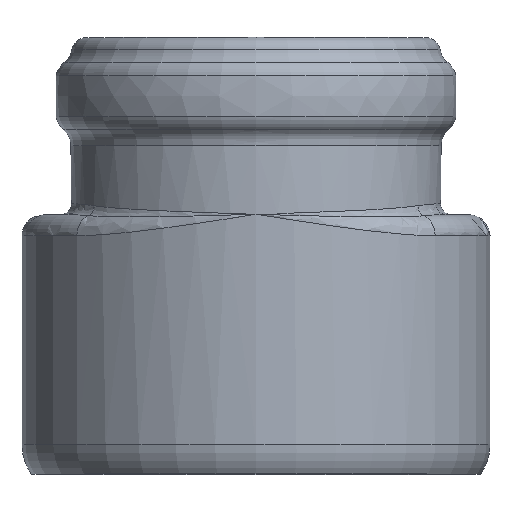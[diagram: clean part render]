
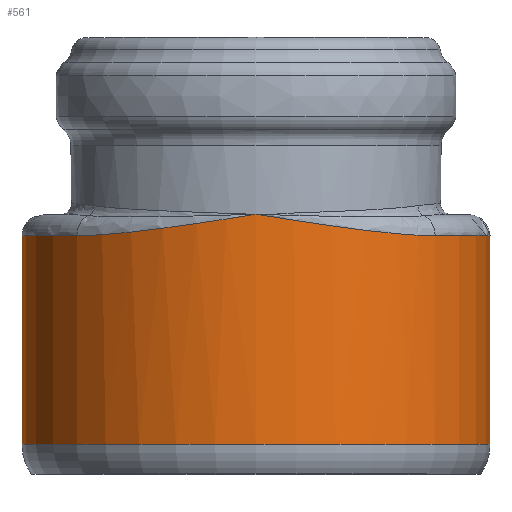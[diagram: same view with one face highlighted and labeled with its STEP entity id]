
A CAD part, top view. The second image highlights one B-rep face of the part: STEP entity #561.
In plain terms, the highlighted cylindrical face has radius 55 mm (diameter 110 mm), a full revolution.
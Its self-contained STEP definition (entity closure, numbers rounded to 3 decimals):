
#30=CYLINDRICAL_SURFACE('',#615,55.);
#41=FACE_BOUND('',#145,.T.);
#96=FACE_OUTER_BOUND('',#144,.T.);
#144=EDGE_LOOP('',(#424,#425,#426));
#145=EDGE_LOOP('',(#427));
#215=B_SPLINE_CURVE_WITH_KNOTS('',3,(#1174,#1175,#1176,#1177,#1178,#1179,
#1180,#1181,#1182,#1183,#1184,#1185),.UNSPECIFIED.,.F.,.F.,(4,2,1,1,1,1,
1,1,4),(-0.005,0.,0.437,0.874,1.311,
1.748,2.622,3.496,4.37),
 .UNSPECIFIED.);
#216=B_SPLINE_CURVE_WITH_KNOTS('',3,(#1194,#1195,#1196,#1197,#1198,#1199,
#1200,#1201,#1202,#1203),.UNSPECIFIED.,.F.,.F.,(4,1,1,1,1,2,4),(9.142,
10.016,10.89,11.764,12.638,13.512,
13.517),.UNSPECIFIED.);
#229=CIRCLE('',#613,55.);
#231=CIRCLE('',#616,55.);
#277=VERTEX_POINT('',#943);
#284=VERTEX_POINT('',#1173);
#285=VERTEX_POINT('',#1188);
#287=VERTEX_POINT('',#1193);
#341=EDGE_CURVE('',#277,#284,#215,.T.);
#343=EDGE_CURVE('',#285,#285,#229,.T.);
#345=EDGE_CURVE('',#287,#277,#216,.T.);
#346=EDGE_CURVE('',#284,#287,#231,.T.);
#424=ORIENTED_EDGE('',*,*,#345,.F.);
#425=ORIENTED_EDGE('',*,*,#346,.F.);
#426=ORIENTED_EDGE('',*,*,#341,.F.);
#427=ORIENTED_EDGE('',*,*,#343,.F.);
#561=ADVANCED_FACE('',(#96,#41),#30,.T.);
#613=AXIS2_PLACEMENT_3D('',#1189,#718,#719);
#615=AXIS2_PLACEMENT_3D('',#1192,#722,#723);
#616=AXIS2_PLACEMENT_3D('',#1204,#724,#725);
#718=DIRECTION('center_axis',(0.,-1.,0.));
#719=DIRECTION('ref_axis',(1.,0.,0.));
#722=DIRECTION('center_axis',(0.,-1.,0.));
#723=DIRECTION('ref_axis',(1.,0.,0.));
#724=DIRECTION('center_axis',(0.,1.,0.));
#725=DIRECTION('ref_axis',(0.,0.,-1.));
#943=CARTESIAN_POINT('',(0.,61.,55.));
#1173=CARTESIAN_POINT('',(42.101,56.,35.391));
#1174=CARTESIAN_POINT('Ctrl Pts',(0.,61.,55.));
#1175=CARTESIAN_POINT('Ctrl Pts',(0.017,60.997,55.));
#1176=CARTESIAN_POINT('Ctrl Pts',(0.034,60.995,55.));
#1177=CARTESIAN_POINT('Ctrl Pts',(1.63,60.744,54.998));
#1178=CARTESIAN_POINT('Ctrl Pts',(4.794,60.247,54.86));
#1179=CARTESIAN_POINT('Ctrl Pts',(9.522,59.514,54.238));
#1180=CARTESIAN_POINT('Ctrl Pts',(14.16,58.815,53.217));
#1181=CARTESIAN_POINT('Ctrl Pts',(20.24,57.939,51.312));
#1182=CARTESIAN_POINT('Ctrl Pts',(27.478,56.996,47.967));
#1183=CARTESIAN_POINT('Ctrl Pts',(35.44,56.208,42.433));
#1184=CARTESIAN_POINT('Ctrl Pts',(40.038,56.,37.844));
#1185=CARTESIAN_POINT('Ctrl Pts',(42.101,56.,35.391));
#1188=CARTESIAN_POINT('',(-55.,7.,0.));
#1189=CARTESIAN_POINT('Origin',(0.,7.,0.));
#1192=CARTESIAN_POINT('Origin',(0.,30.5,0.));
#1193=CARTESIAN_POINT('',(-42.101,56.,35.391));
#1194=CARTESIAN_POINT('Ctrl Pts',(-42.101,56.,35.391));
#1195=CARTESIAN_POINT('Ctrl Pts',(-40.038,56.,37.844));
#1196=CARTESIAN_POINT('Ctrl Pts',(-35.438,56.208,42.433));
#1197=CARTESIAN_POINT('Ctrl Pts',(-27.481,56.995,47.966));
#1198=CARTESIAN_POINT('Ctrl Pts',(-18.78,58.129,51.986));
#1199=CARTESIAN_POINT('Ctrl Pts',(-9.552,59.499,54.445));
#1200=CARTESIAN_POINT('Ctrl Pts',(-3.21,60.496,54.997));
#1201=CARTESIAN_POINT('Ctrl Pts',(-0.034,60.995,
55.));
#1202=CARTESIAN_POINT('Ctrl Pts',(-0.017,60.997,55.));
#1203=CARTESIAN_POINT('Ctrl Pts',(0.,61.,55.));
#1204=CARTESIAN_POINT('Origin',(0.,56.,0.));
